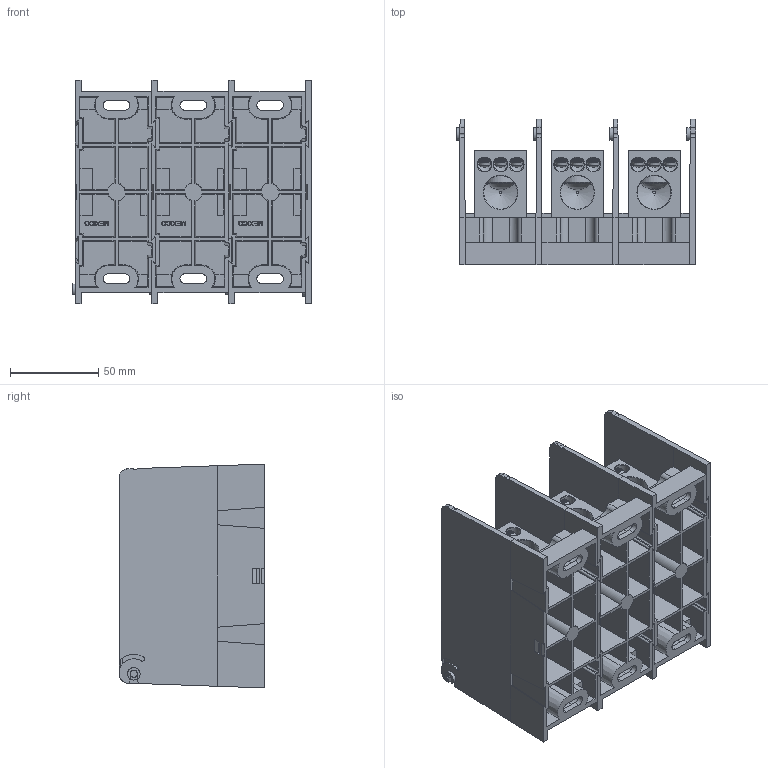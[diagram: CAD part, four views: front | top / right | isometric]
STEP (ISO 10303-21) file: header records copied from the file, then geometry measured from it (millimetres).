
FILE_DESCRIPTION (( 'STEP AP214' ), '1' );
FILE_NAME ('701928rev-3P.STEP', '2019-12-16T13:57:47', ( '' ), ( '' ), 'SwSTEP 2.0', 'SolidWorks 2017', '' );
FILE_SCHEMA (( 'AUTOMOTIVE_DESIGN' ));
Length unit declared in the file: inch
Products named in the file (2): 701928rev-3P
Bounding box: 135.72 x 82.55 x 127.01 mm (x, y, z)
Volume: 427297.6 mm3; surface area: 252857.2 mm2
Topology: 25 solids, 25 shells, 1680 faces, 4500 edges, 2933 vertices
Faces by surface type: plane 796, cylinder 404, cone 381, bspline 72, sphere 15, torus 12
Full cylindrical faces by diameter (mm): 4.064 x1, 4.928 x3, 6.909 x12, 7.009 x36, 7.112 x1, 7.925 x36, 10.795 x3, 12.7 x3, 15.875 x3, 17.475 x3, 19.05 x6, 22.225 x3
Entity records: 88388 total; most frequent: CARTESIAN_POINT 28663, ORIENTED_EDGE 7888, DIRECTION 6994, EDGE_CURVE 3944, VERTEX_POINT 2724, AXIS2_PLACEMENT_3D 2347, VECTOR 2300, LINE 2300
